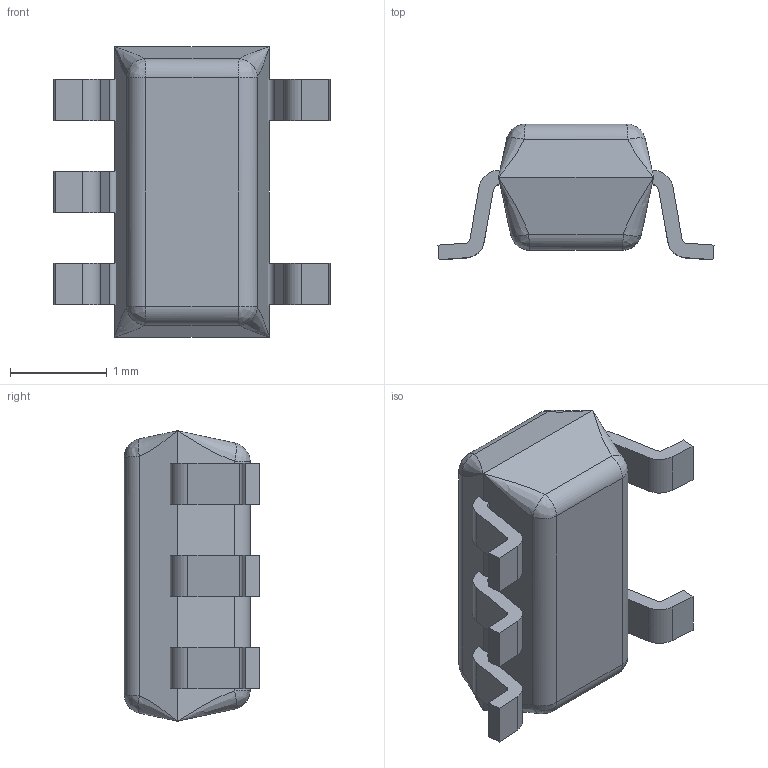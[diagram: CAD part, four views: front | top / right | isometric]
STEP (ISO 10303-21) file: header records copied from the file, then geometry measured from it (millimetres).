
FILE_DESCRIPTION (( 'STEP AP214' ), '1' );
FILE_NAME ('AP7370-33WW-7.STEP', '2023-03-31T14:50:50', ( '' ), ( '' ), 'SwSTEP 2.0', 'SolidWorks 2021', '' );
FILE_SCHEMA (( 'AUTOMOTIVE_DESIGN' ));
Length unit declared in the file: millimetre
Products named in the file (1): AP7370-33WW-7
Bounding box: 2.85 x 1.4 x 3 mm (x, y, z)
Volume: 5.7 mm3; surface area: 25.1 mm2
Topology: 6 solids, 6 shells, 99 faces, 241 edges, 138 vertices
Faces by surface type: plane 55, cylinder 28, bspline 16
Entity records: 4174 total; most frequent: CARTESIAN_POINT 1991, ORIENTED_EDGE 450, DIRECTION 393, EDGE_CURVE 225, LINE 145, VECTOR 145, VERTEX_POINT 138, AXIS2_PLACEMENT_3D 124
